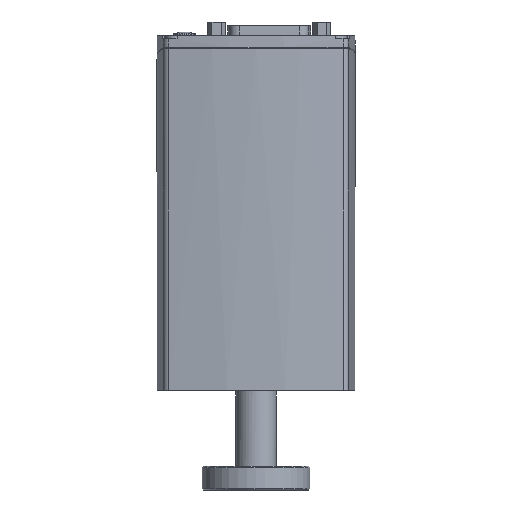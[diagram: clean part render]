
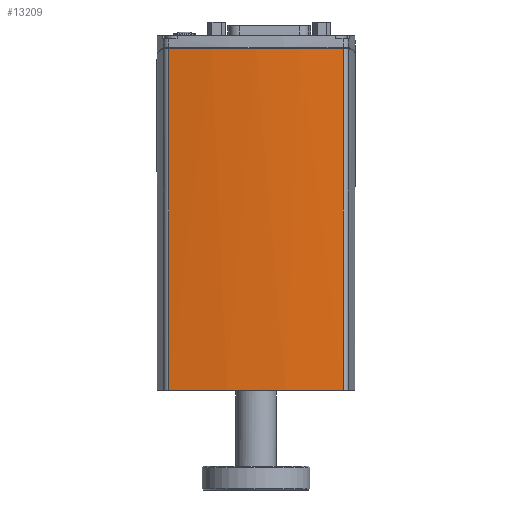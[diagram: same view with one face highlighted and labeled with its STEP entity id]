
A CAD part, left-side view. The second image highlights one B-rep face of the part: STEP entity #13209.
In plain terms, the highlighted cylindrical face has radius 170 mm (diameter 340 mm), a partial arc.
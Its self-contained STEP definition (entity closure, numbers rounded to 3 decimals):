
#258=B_SPLINE_CURVE_WITH_KNOTS('',3,(#24010,#24011,#24012,#24013,#24014,
#24015),.UNSPECIFIED.,.F.,.F.,(4,2,4),(3.561,5.341,
6.145),.UNSPECIFIED.);
#259=B_SPLINE_CURVE_WITH_KNOTS('',3,(#24017,#24018,#24019,#24020,#24021,
#24022),.UNSPECIFIED.,.F.,.F.,(4,2,4),(0.977,1.78,
3.561),.UNSPECIFIED.);
#1355=LINE('',#24115,#2396);
#1358=LINE('',#24122,#2399);
#2396=VECTOR('',#17573,10.);
#2399=VECTOR('',#17584,10.);
#2718=CYLINDRICAL_SURFACE('',#14364,170.);
#3334=FACE_OUTER_BOUND('',#4102,.T.);
#4102=EDGE_LOOP('',(#11045,#11046,#11047,#11048,#11049));
#4702=CIRCLE('',#14332,170.);
#5879=VERTEX_POINT('',#23963);
#5880=VERTEX_POINT('',#23964);
#5894=VERTEX_POINT('',#24008);
#5895=VERTEX_POINT('',#24009);
#5896=VERTEX_POINT('',#24016);
#7617=EDGE_CURVE('',#5879,#5880,#4702,.T.);
#7640=EDGE_CURVE('',#5894,#5895,#258,.T.);
#7641=EDGE_CURVE('',#5896,#5894,#259,.T.);
#7654=EDGE_CURVE('',#5879,#5896,#1355,.T.);
#7657=EDGE_CURVE('',#5880,#5895,#1358,.T.);
#11045=ORIENTED_EDGE('',*,*,#7640,.T.);
#11046=ORIENTED_EDGE('',*,*,#7657,.F.);
#11047=ORIENTED_EDGE('',*,*,#7617,.F.);
#11048=ORIENTED_EDGE('',*,*,#7654,.T.);
#11049=ORIENTED_EDGE('',*,*,#7641,.T.);
#13209=ADVANCED_FACE('',(#3334),#2718,.T.);
#14332=AXIS2_PLACEMENT_3D('',#23965,#17506,#17507);
#14364=AXIS2_PLACEMENT_3D('',#24123,#17585,#17586);
#17506=DIRECTION('center_axis',(0.,0.,
-1.));
#17507=DIRECTION('ref_axis',(1.,0.,0.));
#17573=DIRECTION('',(0.,0.,1.));
#17584=DIRECTION('',(0.,0.,1.));
#17585=DIRECTION('center_axis',(0.,0.,
1.));
#17586=DIRECTION('ref_axis',(-1.,0.,0.));
#23963=CARTESIAN_POINT('',(-29.245,-27.596,9.));
#23964=CARTESIAN_POINT('',(-29.245,27.596,9.));
#23965=CARTESIAN_POINT('Origin',(138.5,0.,
9.));
#24008=CARTESIAN_POINT('',(-31.5,0.,117.2));
#24009=CARTESIAN_POINT('',(-29.245,27.596,117.186));
#24010=CARTESIAN_POINT('Ctrl Pts',(-31.5,0.,
117.2));
#24011=CARTESIAN_POINT('Ctrl Pts',(-31.5,5.934,117.2));
#24012=CARTESIAN_POINT('Ctrl Pts',(-31.169,12.447,117.201));
#24013=CARTESIAN_POINT('Ctrl Pts',(-30.117,21.836,117.195));
#24014=CARTESIAN_POINT('Ctrl Pts',(-29.714,24.748,117.192));
#24015=CARTESIAN_POINT('Ctrl Pts',(-29.245,27.596,117.186));
#24016=CARTESIAN_POINT('',(-29.245,-27.596,117.186));
#24017=CARTESIAN_POINT('Ctrl Pts',(-29.245,-27.596,117.186));
#24018=CARTESIAN_POINT('Ctrl Pts',(-29.714,-24.748,117.192));
#24019=CARTESIAN_POINT('Ctrl Pts',(-30.117,-21.836,
117.195));
#24020=CARTESIAN_POINT('Ctrl Pts',(-31.169,-12.447,
117.201));
#24021=CARTESIAN_POINT('Ctrl Pts',(-31.5,-5.934,
117.2));
#24022=CARTESIAN_POINT('Ctrl Pts',(-31.5,0.,
117.2));
#24115=CARTESIAN_POINT('',(-29.245,-27.596,9.));
#24122=CARTESIAN_POINT('',(-29.245,27.596,9.));
#24123=CARTESIAN_POINT('Origin',(138.5,0.,
9.));
